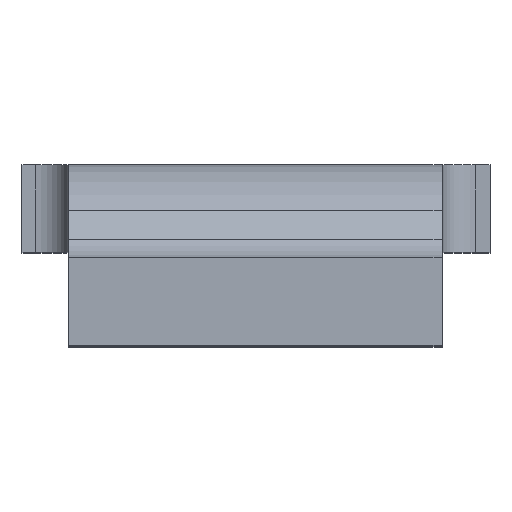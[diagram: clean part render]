
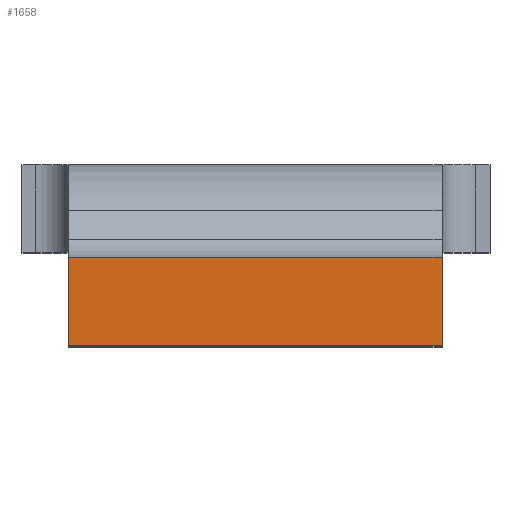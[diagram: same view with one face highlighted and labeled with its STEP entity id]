
A CAD part, top view. The second image highlights one B-rep face of the part: STEP entity #1658.
In plain terms, the highlighted planar face has unit normal (0, 0, 1).
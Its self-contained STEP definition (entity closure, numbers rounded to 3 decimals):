
#44=DIRECTION('',(1.,0.,0.));
#45=VECTOR('',#44,2.);
#46=CARTESIAN_POINT('',(-1.,0.,3.425));
#47=LINE('',#46,#45);
#545=DIRECTION('',(0.,1.,0.));
#546=VECTOR('',#545,0.47);
#547=CARTESIAN_POINT('',(1.,0.,3.425));
#548=LINE('',#547,#546);
#619=DIRECTION('',(0.,1.,0.));
#620=VECTOR('',#619,0.47);
#621=CARTESIAN_POINT('',(-1.,0.,3.425));
#622=LINE('',#621,#620);
#626=DIRECTION('',(1.,0.,0.));
#627=VECTOR('',#626,2.);
#628=CARTESIAN_POINT('',(-1.,0.47,3.425));
#629=LINE('',#628,#627);
#965=CARTESIAN_POINT('',(-1.,0.,3.425));
#966=CARTESIAN_POINT('',(1.,0.,3.425));
#967=VERTEX_POINT('',#965);
#968=VERTEX_POINT('',#966);
#995=CARTESIAN_POINT('',(-1.,0.47,3.425));
#996=VERTEX_POINT('',#995);
#1035=CARTESIAN_POINT('',(1.,0.47,3.425));
#1036=VERTEX_POINT('',#1035);
#1645=CARTESIAN_POINT('',(-1.,0.,3.425));
#1646=DIRECTION('',(0.,0.,1.));
#1647=DIRECTION('',(1.,0.,0.));
#1648=AXIS2_PLACEMENT_3D('',#1645,#1646,#1647);
#1649=PLANE('',#1648);
#1651=ORIENTED_EDGE('',*,*,#1650,.T.);
#1653=ORIENTED_EDGE('',*,*,#1652,.T.);
#1654=ORIENTED_EDGE('',*,*,#1623,.F.);
#1655=ORIENTED_EDGE('',*,*,#1164,.F.);
#1656=EDGE_LOOP('',(#1651,#1653,#1654,#1655));
#1657=FACE_OUTER_BOUND('',#1656,.F.);
#1164=EDGE_CURVE('',#967,#968,#47,.T.);
#1623=EDGE_CURVE('',#968,#1036,#548,.T.);
#1650=EDGE_CURVE('',#967,#996,#622,.T.);
#1652=EDGE_CURVE('',#996,#1036,#629,.T.);
#1658=ADVANCED_FACE('',(#1657),#1649,.T.);
